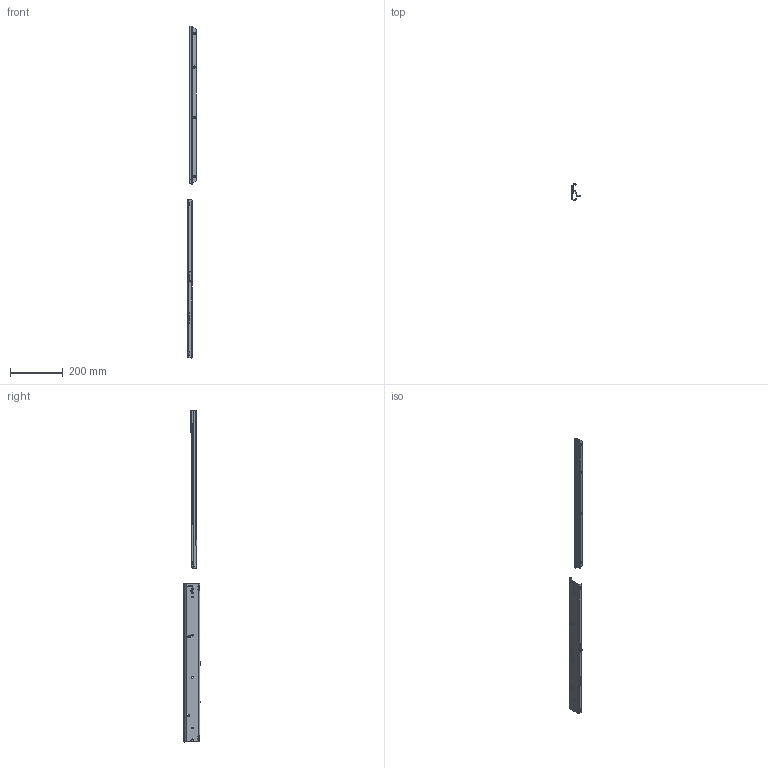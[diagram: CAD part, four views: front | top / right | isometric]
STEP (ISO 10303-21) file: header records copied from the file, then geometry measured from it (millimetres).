
FILE_DESCRIPTION (( 'STEP AP214' ), '1' );
FILE_NAME ('CS# 791.600-GA.L103_open.STEP', '2023-04-24T13:40:03', ( '' ), ( '' ), 'SwSTEP 2.0', 'SolidWorks 2020', '' );
FILE_SCHEMA (( 'AUTOMOTIVE_DESIGN' ));
Length unit declared in the file: millimetre
Products named in the file (6): CS# 786.XXX-03.S047_NL 600; CS# 785.XXX-01.0000_NL 600; CS# 791.600-GA.L103_open; PG-033
Assembly tree (5 placements, depth 3):
  CS# 791.600-GA.L103_open
    CS# 785.XXX-01.0000_NL 600
      CS# 785.XXX-01.0000_NL 600
      PG-033
    CS# 786.XXX-03.S047_NL 600
      CS# 786.XXX-03.S047_NL 600
Bounding box: 31.5 x 62.5 x 1260 mm (x, y, z)
Volume: 118242.4 mm3; surface area: 163175.6 mm2
Topology: 3 solids, 3 shells, 1156 faces, 2955 edges, 1822 vertices
Faces by surface type: plane 453, bspline 270, cylinder 248, cone 92, torus 72, sphere 21
Entity records: 53412 total; most frequent: CARTESIAN_POINT 22845, ORIENTED_EDGE 5854, DIRECTION 4669, EDGE_CURVE 2927, VERTEX_POINT 1822, AXIS2_PLACEMENT_3D 1622, LINE 1425, VECTOR 1425
